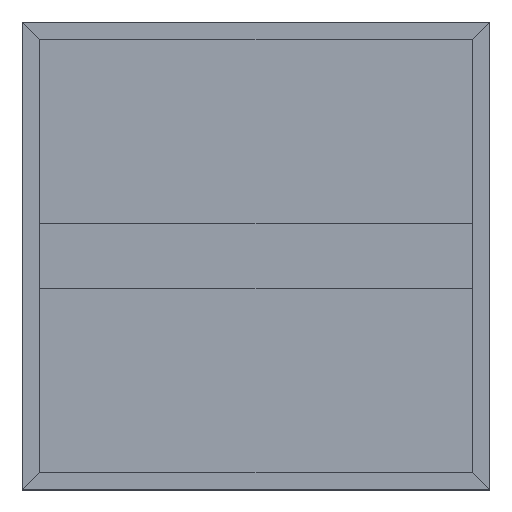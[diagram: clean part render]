
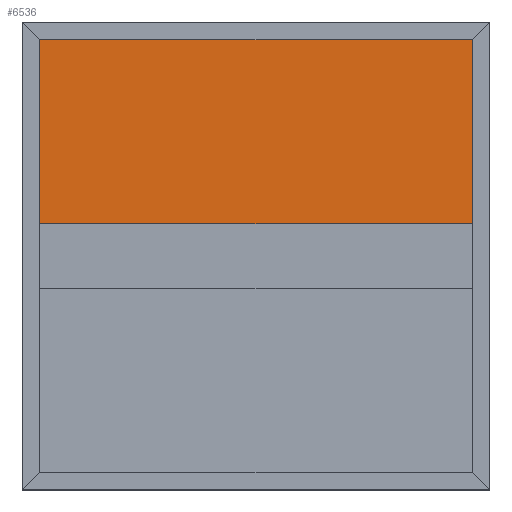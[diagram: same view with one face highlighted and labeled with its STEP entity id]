
A CAD part, top view. The second image highlights one B-rep face of the part: STEP entity #6536.
In plain terms, the highlighted face is planar.
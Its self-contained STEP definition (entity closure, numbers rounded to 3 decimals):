
#161 = EDGE_CURVE ( 'NONE', #4537, #6638, #4608, .T. ) ;
#431 = CARTESIAN_POINT ( 'NONE',  ( 299.7, 298.85, -9.45 ) ) ;
#525 = CARTESIAN_POINT ( 'NONE',  ( 34.7, -298.15, -9.45 ) ) ;
#563 = ORIENTED_EDGE ( 'NONE', *, *, #161, .F. ) ;
#659 = DIRECTION ( 'NONE',  ( 0., 1., 0. ) ) ;
#1411 = VERTEX_POINT ( 'NONE', #1766 ) ;
#1431 = ORIENTED_EDGE ( 'NONE', *, *, #2136, .F. ) ;
#1473 = VERTEX_POINT ( 'NONE', #5896 ) ;
#1476 = DIRECTION ( 'NONE',  ( 1., 0., 0. ) ) ;
#1631 = PLANE ( 'NONE',  #1769 ) ;
#1766 = CARTESIAN_POINT ( 'NONE',  ( 299.7, -298.15, -9.45 ) ) ;
#1769 = AXIS2_PLACEMENT_3D ( 'NONE', #5853, #5820, #5793 ) ;
#1887 = CARTESIAN_POINT ( 'NONE',  ( 34.7, -298.15, -9.45 ) ) ;
#1990 = VECTOR ( 'NONE', #659, 1000. ) ;
#2136 = EDGE_CURVE ( 'NONE', #1411, #1473, #3852, .T. ) ;
#2479 = VECTOR ( 'NONE', #3116, 1000. ) ;
#2512 = DIRECTION ( 'NONE',  ( -1., 0., 0. ) ) ;
#2540 = CARTESIAN_POINT ( 'NONE',  ( 34.7, 298.85, -9.45 ) ) ;
#2557 = ORIENTED_EDGE ( 'NONE', *, *, #3727, .F. ) ;
#2638 = LINE ( 'NONE', #525, #4574 ) ;
#2697 = FACE_OUTER_BOUND ( 'NONE', #6085, .T. ) ;
#3116 = DIRECTION ( 'NONE',  ( 0., -1., 0. ) ) ;
#3600 = CARTESIAN_POINT ( 'NONE',  ( 34.7, 298.85, -9.45 ) ) ;
#3727 = EDGE_CURVE ( 'NONE', #1473, #4537, #6122, .T. ) ;
#3852 = LINE ( 'NONE', #6352, #1990 ) ;
#4537 = VERTEX_POINT ( 'NONE', #2540 ) ;
#4574 = VECTOR ( 'NONE', #1476, 1000. ) ;
#4608 = LINE ( 'NONE', #3600, #2479 ) ;
#4771 = ORIENTED_EDGE ( 'NONE', *, *, #5308, .F. ) ;
#5191 = VECTOR ( 'NONE', #2512, 1000. ) ;
#5308 = EDGE_CURVE ( 'NONE', #6638, #1411, #2638, .T. ) ;
#5793 = DIRECTION ( 'NONE',  ( 0., 1., 0. ) ) ;
#5820 = DIRECTION ( 'NONE',  ( 0., 0., 1. ) ) ;
#5853 = CARTESIAN_POINT ( 'NONE',  ( 167.2, 0.35, -9.45 ) ) ;
#5896 = CARTESIAN_POINT ( 'NONE',  ( 299.7, 298.85, -9.45 ) ) ;
#6085 = EDGE_LOOP ( 'NONE', ( #563, #2557, #1431, #4771 ) ) ;
#6122 = LINE ( 'NONE', #431, #5191 ) ;
#6352 = CARTESIAN_POINT ( 'NONE',  ( 299.7, -298.15, -9.45 ) ) ;
#6536 = ADVANCED_FACE ( 'NONE', ( #2697 ), #1631, .F. ) ;
#6638 = VERTEX_POINT ( 'NONE', #1887 ) ;
